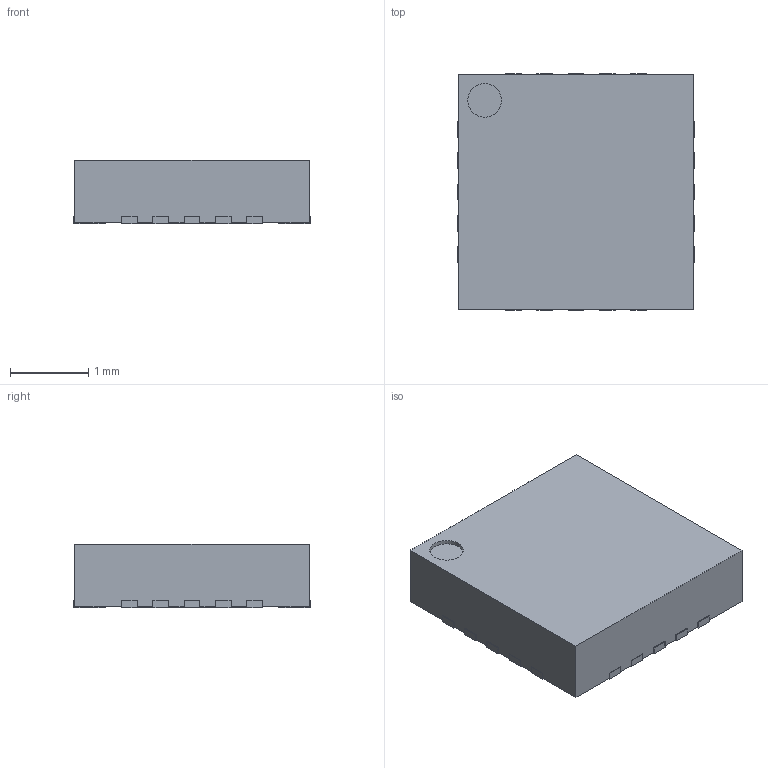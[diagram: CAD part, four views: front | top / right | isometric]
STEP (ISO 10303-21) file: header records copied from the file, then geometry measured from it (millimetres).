
FILE_DESCRIPTION (( 'STEP AP214' ), '1' );
FILE_NAME ('QFN20-3x3.STEP', '2025-06-26T16:43:54', ( '' ), ( '' ), 'SwSTEP 2.0', 'SolidWorks 2025', '' );
FILE_SCHEMA (( 'AUTOMOTIVE_DESIGN' ));
Length unit declared in the file: millimetre
Products named in the file (1): QFN20-3x3
Bounding box: 3.02 x 3.02 x 0.81 mm (x, y, z)
Volume: 7.2 mm3; surface area: 28.1 mm2
Topology: 1 solids, 1 shells, 155 faces, 453 edges, 302 vertices
Faces by surface type: plane 113, cylinder 42
Entity records: 5684 total; most frequent: CARTESIAN_POINT 911, ORIENTED_EDGE 906, DIRECTION 849, EDGE_CURVE 453, VECTOR 369, LINE 369, VERTEX_POINT 302, AXIS2_PLACEMENT_3D 240
